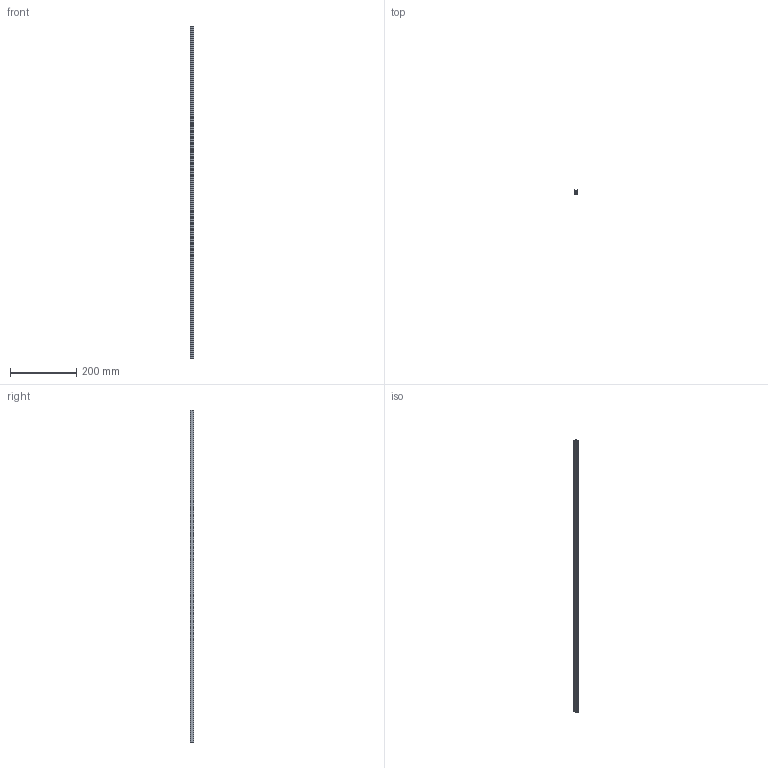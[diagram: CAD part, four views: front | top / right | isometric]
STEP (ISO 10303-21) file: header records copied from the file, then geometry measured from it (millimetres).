
FILE_DESCRIPTION(/* description */ (''),/* implementation_level */ '2;1');
FILE_NAME(/* name */ '11181_KriTec_Wellenklemmprofil_8_D6.stp',/* time_stamp */ '2014-09-18T11:55:38+02:00',/* author */ ('kostic'),/* organization */ (''),/* preprocessor_version */ 'ST-DEVELOPER v15.2',/* originating_system */ 'Autodesk Inventor 2014',/* authorisation */ '');
FILE_SCHEMA (('AUTOMOTIVE_DESIGN { 1 0 10303 214 3 1 1 }'));
Length unit declared in the file: millimetre
Products named in the file (1): 11181_KriTec_Wellenklemmprofil_8_D6
Bounding box: 12 x 11 x 1000 mm (x, y, z)
Volume: 38055.8 mm3; surface area: 73869.9 mm2
Topology: 1 solids, 1 shells, 32 faces, 90 edges, 60 vertices
Faces by surface type: plane 17, cylinder 15
Entity records: 1065 total; most frequent: DIRECTION 186, CARTESIAN_POINT 183, ORIENTED_EDGE 180, EDGE_CURVE 90, AXIS2_PLACEMENT_3D 63, LINE 60, VECTOR 60, VERTEX_POINT 60
